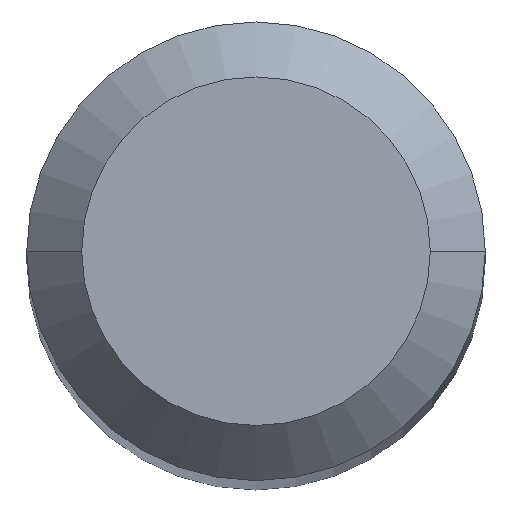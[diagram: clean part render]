
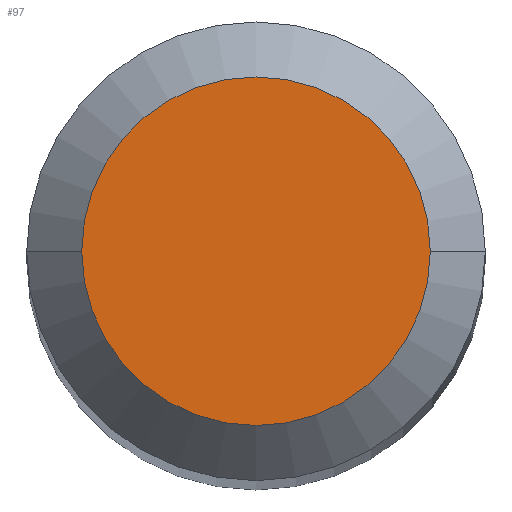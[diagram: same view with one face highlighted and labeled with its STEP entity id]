
A CAD part, top view. The second image highlights one B-rep face of the part: STEP entity #97.
In plain terms, the highlighted planar face has unit normal (0, 0, 1).
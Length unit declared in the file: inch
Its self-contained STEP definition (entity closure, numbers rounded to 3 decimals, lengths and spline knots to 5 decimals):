
#10 = PLANE ( 'NONE',  #415 ) ;
#18 = FACE_OUTER_BOUND ( 'NONE', #40, .T. ) ;
#24 = CARTESIAN_POINT ( 'NONE',  ( 0.0475, 0., 0. ) ) ;
#40 = EDGE_LOOP ( 'NONE', ( #78, #229 ) ) ;
#61 = DIRECTION ( 'NONE',  ( 0., 0., 1. ) ) ;
#78 = ORIENTED_EDGE ( 'NONE', *, *, #413, .T. ) ;
#97 = ADVANCED_FACE ( 'NONE', ( #18 ), #10, .F. ) ;
#165 = DIRECTION ( 'NONE',  ( 0., 0., 1. ) ) ;
#178 = EDGE_CURVE ( 'NONE', #270, #313, #399, .T. ) ;
#207 = CARTESIAN_POINT ( 'NONE',  ( -0.0475, 0., 0. ) ) ;
#229 = ORIENTED_EDGE ( 'NONE', *, *, #178, .T. ) ;
#243 = CIRCLE ( 'NONE', #400, 0.0475 ) ;
#270 = VERTEX_POINT ( 'NONE', #24 ) ;
#313 = VERTEX_POINT ( 'NONE', #207 ) ;
#320 = AXIS2_PLACEMENT_3D ( 'NONE', #383, #165, #449 ) ;
#346 = CARTESIAN_POINT ( 'NONE',  ( 0., 0.0475, 0. ) ) ;
#351 = DIRECTION ( 'NONE',  ( -1., 0., 0. ) ) ;
#353 = DIRECTION ( 'NONE',  ( 1., 0., 0. ) ) ;
#383 = CARTESIAN_POINT ( 'NONE',  ( 0., 0., 0. ) ) ;
#392 = CARTESIAN_POINT ( 'NONE',  ( 0., 0., 0. ) ) ;
#399 = CIRCLE ( 'NONE', #320, 0.0475 ) ;
#400 = AXIS2_PLACEMENT_3D ( 'NONE', #392, #61, #353 ) ;
#413 = EDGE_CURVE ( 'NONE', #313, #270, #243, .T. ) ;
#415 = AXIS2_PLACEMENT_3D ( 'NONE', #346, #419, #351 ) ;
#419 = DIRECTION ( 'NONE',  ( 0., 0., -1. ) ) ;
#449 = DIRECTION ( 'NONE',  ( 1., 0., 0. ) ) ;
